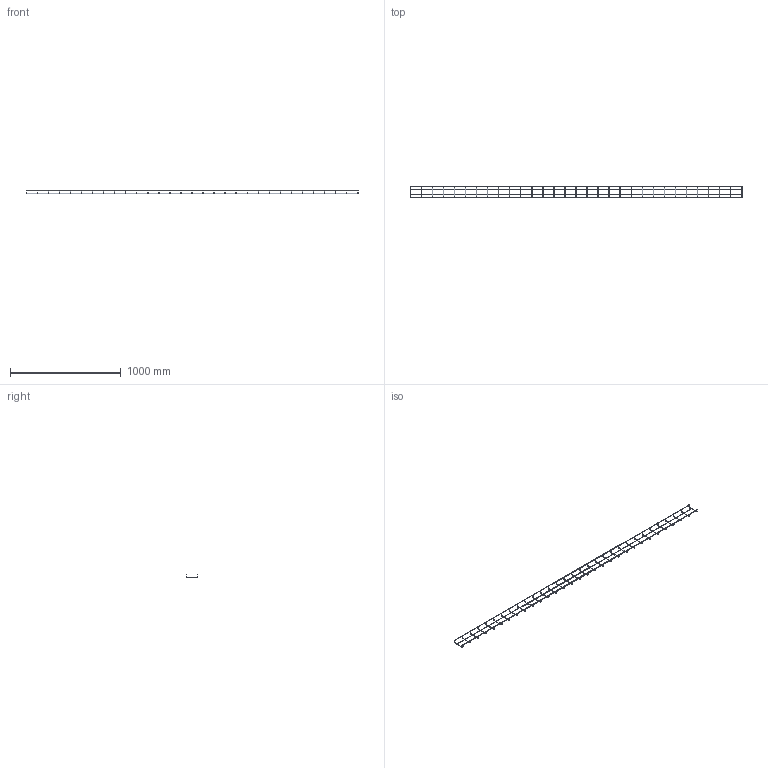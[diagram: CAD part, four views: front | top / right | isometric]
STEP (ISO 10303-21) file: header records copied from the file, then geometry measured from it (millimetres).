
FILE_DESCRIPTION(/* description */ (''),/* implementation_level */ '2;1');
FILE_NAME(/* name */ '000026.stp',/* time_stamp */ '2024-01-03T10:47:05+01:00',/* author */ ('bonnaudn'),/* organization */ (''),/* preprocessor_version */ 'ST-DEVELOPER v19.2',/* originating_system */ 'AutoCAD Mechanical',/* authorisation */ '');
FILE_SCHEMA (('AUTOMOTIVE_DESIGN { 1 0 10303 214 3 1 1 }'));
Length unit declared in the file: millimetre
Products named in the file (3): Product; *U1; *U0
Assembly tree (32 placements, depth 3):
  Product
    *U1
      *U0  x31
Bounding box: 3003.9 x 107.78 x 33.46 mm (x, y, z)
Volume: 197906.6 mm3; surface area: 203817.3 mm2
Topology: 35 solids, 35 shells, 229 faces, 477 edges, 318 vertices
Faces by surface type: cylinder 97, plane 70, torus 62
Full cylindrical faces by diameter (mm): 3.9 x97
Entity records: 729 total; most frequent: DIRECTION 155, CARTESIAN_POINT 99, AXIS2_PLACEMENT_3D 74, ORIENTED_EDGE 54, PRODUCT_DEFINITION_SHAPE 35, ITEM_DEFINED_TRANSFORMATION 32, CONTEXT_DEPENDENT_SHAPE_REPRESENTATION 32, NEXT_ASSEMBLY_USAGE_OCCURRENCE 32
